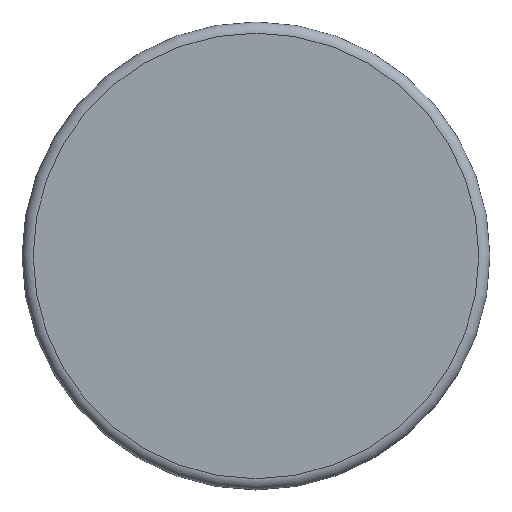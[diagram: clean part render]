
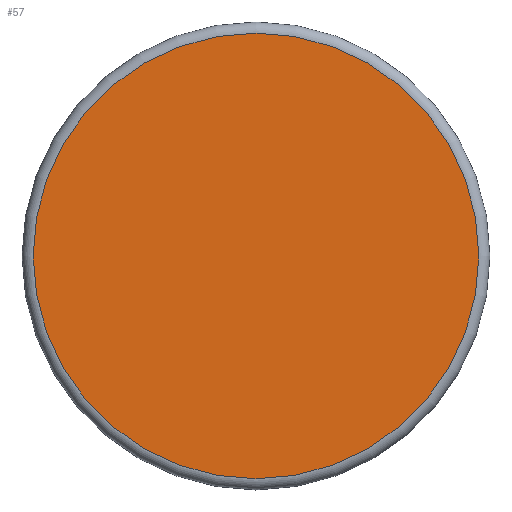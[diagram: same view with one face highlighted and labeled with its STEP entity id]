
A CAD part, top view. The second image highlights one B-rep face of the part: STEP entity #57.
In plain terms, the highlighted planar face has unit normal (0, 0, 1).
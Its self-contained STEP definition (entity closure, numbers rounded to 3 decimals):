
#57 = ADVANCED_FACE( '', ( #124 ), #125, .F. );
#124 = FACE_OUTER_BOUND( '', #197, .T. );
#125 = PLANE( '', #198 );
#197 = EDGE_LOOP( '', ( #280 ) );
#198 = AXIS2_PLACEMENT_3D( '', #281, #282, #283 );
#280 = ORIENTED_EDGE( '', *, *, #342, .T. );
#281 = CARTESIAN_POINT( '', ( 21., 0., 16.5 ) );
#282 = DIRECTION( '', ( 0., 0., -1. ) );
#283 = DIRECTION( '', ( -1., 0., 0. ) );
#342 = EDGE_CURVE( '', #382, #382, #383, .F. );
#382 = VERTEX_POINT( '', #431 );
#383 = CIRCLE( '', #432, 20. );
#431 = CARTESIAN_POINT( '', ( -20., 0., 16.5 ) );
#432 = AXIS2_PLACEMENT_3D( '', #483, #484, #485 );
#483 = CARTESIAN_POINT( '', ( 0., 0., 16.5 ) );
#484 = DIRECTION( '', ( 0., 0., -1. ) );
#485 = DIRECTION( '', ( -1., 0., 0. ) );
